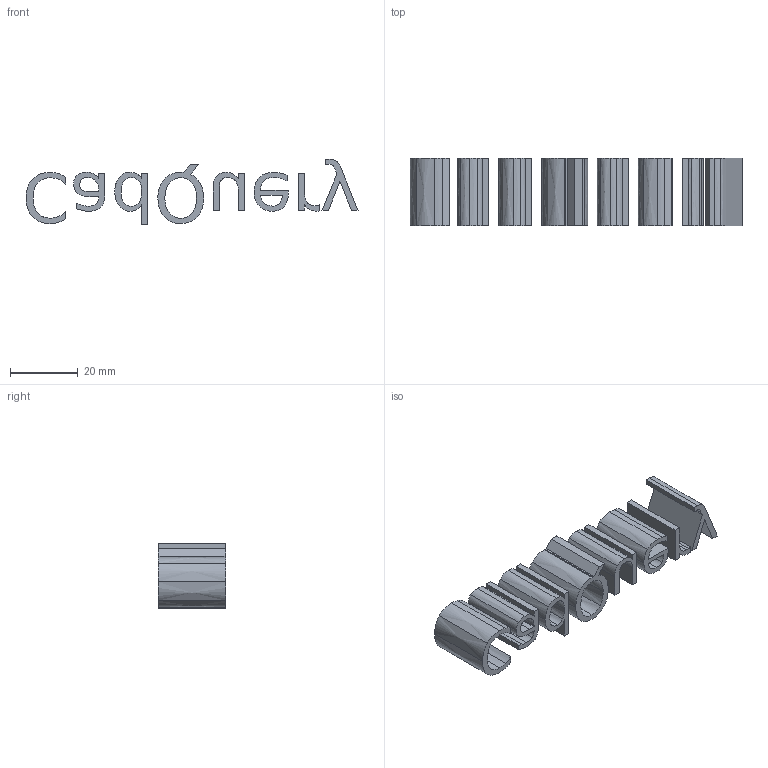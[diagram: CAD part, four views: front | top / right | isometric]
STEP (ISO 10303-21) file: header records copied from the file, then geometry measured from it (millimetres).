
FILE_DESCRIPTION(('Open CASCADE Model'),'2;1');
FILE_NAME('Open CASCADE Shape Model','2023-02-21T12:57:55',('Author'),( 'Open CASCADE'),'Open CASCADE STEP processor 7.6','Open CASCADE 7.6' ,'Unknown');
FILE_SCHEMA(('AUTOMOTIVE_DESIGN { 1 0 10303 214 1 1 1 1 }'));
Length unit declared in the file: millimetre
Products named in the file (10): Open CASCADE STEP translator 7.6 1; Open CASCADE STEP translator 7.6 1.1; Open CASCADE STEP translator 7.6 1.1.1; Open CASCADE STEP translator 7.6 1.1.2; Open CASCADE STEP translator 7.6 1.1.3; Open CASCADE STEP translator 7.6 1.1.4; Open CASCADE STEP translator 7.6 1.1.5; Open CASCADE STEP translator 7.6 1.1.6; Open CASCADE STEP translator 7.6 1.1.7; Open CASCADE STEP translator 7.6 1.1.8
Assembly tree (9 placements, depth 3):
  Open CASCADE STEP translator 7.6 1
    Open CASCADE STEP translator 7.6 1.1
      Open CASCADE STEP translator 7.6 1.1.1
      Open CASCADE STEP translator 7.6 1.1.2
      Open CASCADE STEP translator 7.6 1.1.3
      Open CASCADE STEP translator 7.6 1.1.4
      Open CASCADE STEP translator 7.6 1.1.5
      Open CASCADE STEP translator 7.6 1.1.6
      Open CASCADE STEP translator 7.6 1.1.7
      Open CASCADE STEP translator 7.6 1.1.8
Bounding box: 97.98 x 20 x 19.36 mm (x, y, z)
Volume: 8605.6 mm3; surface area: 11208.8 mm2
Topology: 8 solids, 8 shells, 168 faces, 456 edges, 304 vertices
Faces by surface type: extrusion 106, plane 62
Entity records: 11494 total; most frequent: CARTESIAN_POINT 2910, DIRECTION 1194, VECTOR 1050, LINE 944, ORIENTED_EDGE 912, PCURVE 912, DEFINITIONAL_REPRESENTATION 912, B_SPLINE_CURVE_WITH_KNOTS 530
